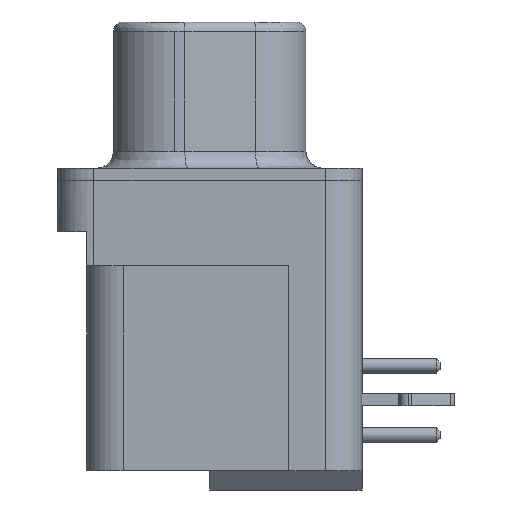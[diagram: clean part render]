
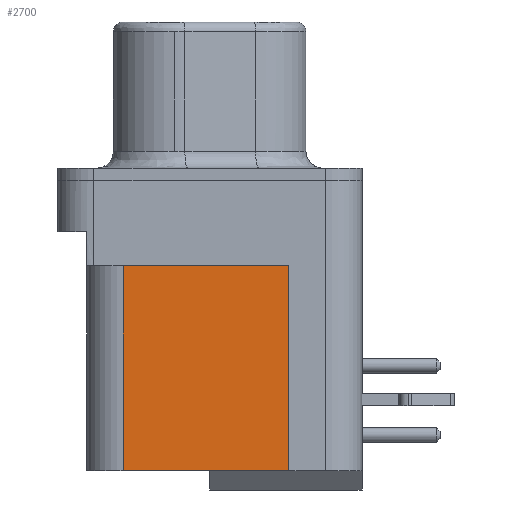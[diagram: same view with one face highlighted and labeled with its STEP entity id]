
A CAD part, left-side view. The second image highlights one B-rep face of the part: STEP entity #2700.
In plain terms, the highlighted planar face has unit normal (-1, 0, 0).
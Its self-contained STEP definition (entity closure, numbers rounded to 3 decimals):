
#108 = EDGE_CURVE ( 'NONE', #300, #357, #10403, .T. ) ;
#245 = VERTEX_POINT ( 'NONE', #5400 ) ;
#246 = VERTEX_POINT ( 'NONE', #5401 ) ;
#300 = VERTEX_POINT ( 'NONE', #5455 ) ;
#357 = VERTEX_POINT ( 'NONE', #5512 ) ;
#1321 = EDGE_CURVE ( 'NONE', #357, #245, #9389, .T. ) ;
#1322 = EDGE_CURVE ( 'NONE', #246, #300, #9390, .T. ) ;
#1323 = EDGE_CURVE ( 'NONE', #245, #246, #9391, .T. ) ;
#1639 = ORIENTED_EDGE ( 'NONE', *, *, #1323, .T. ) ;
#1640 = ORIENTED_EDGE ( 'NONE', *, *, #108, .T. ) ;
#1641 = ORIENTED_EDGE ( 'NONE', *, *, #1322, .T. ) ;
#1643 = ORIENTED_EDGE ( 'NONE', *, *, #1321, .T. ) ;
#2700 = ADVANCED_FACE ( 'NONE', ( #9565 ), #8911, .T. ) ;
#2760 = EDGE_LOOP ( 'NONE', ( #1639, #1641, #1640, #1643 ) ) ;
#3325 = CARTESIAN_POINT ( 'NONE',  ( -9.1, 0.15, -3.5 ) ) ;
#3326 = DIRECTION ( 'NONE',  ( 0., 1., 0. ) ) ;
#5400 = CARTESIAN_POINT ( 'NONE',  ( -9.1, 3.55, -11.9 ) ) ;
#5401 = CARTESIAN_POINT ( 'NONE',  ( -9.1, -3.25, -11.9 ) ) ;
#5455 = CARTESIAN_POINT ( 'NONE',  ( -9.1, -3.25, -3.5 ) ) ;
#5512 = CARTESIAN_POINT ( 'NONE',  ( -9.1, 3.55, -3.5 ) ) ;
#7058 = VECTOR ( 'NONE', #8477, 1000. ) ;
#7059 = VECTOR ( 'NONE', #8479, 1000. ) ;
#7060 = VECTOR ( 'NONE', #8481, 1000. ) ;
#8476 = CARTESIAN_POINT ( 'NONE',  ( -9.1, 3.55, -7.7 ) ) ;
#8477 = DIRECTION ( 'NONE',  ( 0., 0., -1. ) ) ;
#8478 = CARTESIAN_POINT ( 'NONE',  ( -9.1, -3.25, -7.7 ) ) ;
#8479 = DIRECTION ( 'NONE',  ( 0., 0., 1. ) ) ;
#8480 = CARTESIAN_POINT ( 'NONE',  ( -9.1, -0.6, -11.9 ) ) ;
#8481 = DIRECTION ( 'NONE',  ( 0., -1., 0. ) ) ;
#8911 = PLANE ( 'NONE',  #9901 ) ;
#8912 = CARTESIAN_POINT ( 'NONE',  ( -9.1, 3.55, -11.9 ) ) ;
#8913 = DIRECTION ( 'NONE',  ( -1., 0., 0. ) ) ;
#8914 = DIRECTION ( 'NONE',  ( 0., -1., 0. ) ) ;
#9389 = LINE ( 'NONE', #8476, #7058 ) ;
#9390 = LINE ( 'NONE', #8478, #7059 ) ;
#9391 = LINE ( 'NONE', #8480, #7060 ) ;
#9565 = FACE_OUTER_BOUND ( 'NONE', #2760, .T. ) ;
#9901 = AXIS2_PLACEMENT_3D ( 'NONE', #8912, #8913, #8914 ) ;
#10403 = LINE ( 'NONE', #3325, #10958 ) ;
#10958 = VECTOR ( 'NONE', #3326, 1000. ) ;
